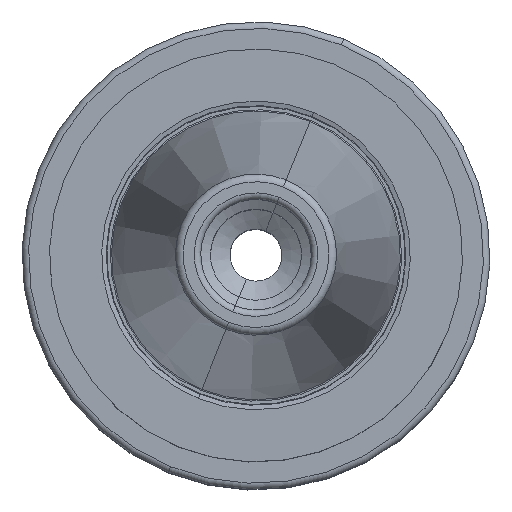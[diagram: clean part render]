
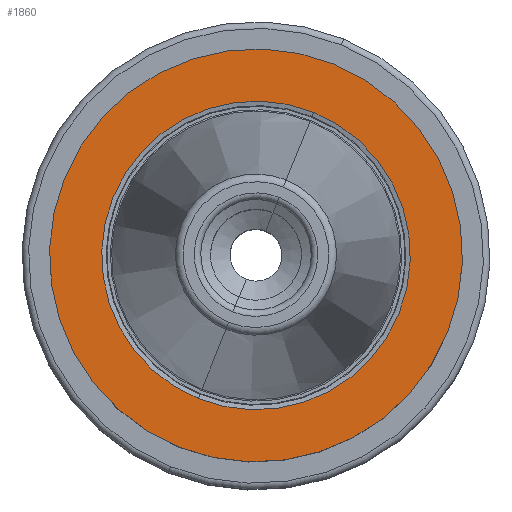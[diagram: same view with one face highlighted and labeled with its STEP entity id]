
A CAD part, top view. The second image highlights one B-rep face of the part: STEP entity #1860.
In plain terms, the highlighted planar face has unit normal (0, 0, 1).
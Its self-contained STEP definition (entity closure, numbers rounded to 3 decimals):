
#443=CARTESIAN_POINT('',(0.,0.,-3.2));
#444=DIRECTION('',(0.,0.,1.));
#445=DIRECTION('',(0.375,0.927,0.));
#446=AXIS2_PLACEMENT_3D('',#443,#444,#445);
#451=CARTESIAN_POINT('',(0.,0.,-3.2));
#452=DIRECTION('',(0.,0.,-1.));
#453=DIRECTION('',(0.375,0.927,0.));
#454=AXIS2_PLACEMENT_3D('',#451,#452,#453);
#459=CARTESIAN_POINT('',(0.,0.,-3.2));
#460=DIRECTION('',(0.,0.,-1.));
#461=DIRECTION('',(0.375,0.927,0.));
#462=AXIS2_PLACEMENT_3D('',#459,#460,#461);
#481=CARTESIAN_POINT('',(0.,0.,-3.2));
#482=DIRECTION('',(0.,0.,1.));
#483=DIRECTION('',(0.375,0.927,0.));
#484=AXIS2_PLACEMENT_3D('',#481,#482,#483);
#1321=CARTESIAN_POINT('',(11.903,29.461,-3.2));
#1322=VERTEX_POINT('',#1321);
#1323=CARTESIAN_POINT('',(8.895,22.016,-3.2));
#1325=VERTEX_POINT('',#1323);
#1411=CARTESIAN_POINT('',(-11.903,-29.461,-3.2));
#1412=VERTEX_POINT('',#1411);
#1413=CARTESIAN_POINT('',(-8.895,-22.016,-3.2));
#1415=VERTEX_POINT('',#1413);
#1845=CARTESIAN_POINT('',(0.,0.,-3.2));
#1846=DIRECTION('',(0.,0.,-1.));
#1847=DIRECTION('',(-0.375,-0.927,0.));
#1848=AXIS2_PLACEMENT_3D('',#1845,#1846,#1847);
#1849=PLANE('',#1848);
#1850=ORIENTED_EDGE('',*,*,#1824,.F.);
#1851=ORIENTED_EDGE('',*,*,#1840,.T.);
#1852=EDGE_LOOP('',(#1850,#1851));
#1853=FACE_OUTER_BOUND('',#1852,.F.);
#1855=ORIENTED_EDGE('',*,*,#1854,.F.);
#1857=ORIENTED_EDGE('',*,*,#1856,.T.);
#1858=EDGE_LOOP('',(#1855,#1857));
#1859=FACE_BOUND('',#1858,.F.);
#447=CIRCLE('',#446,31.775);
#455=CIRCLE('',#454,31.775);
#463=CIRCLE('',#462,23.746);
#485=CIRCLE('',#484,23.746);
#1824=EDGE_CURVE('',#1322,#1412,#447,.T.);
#1840=EDGE_CURVE('',#1322,#1412,#455,.T.);
#1854=EDGE_CURVE('',#1325,#1415,#463,.T.);
#1856=EDGE_CURVE('',#1325,#1415,#485,.T.);
#1860=ADVANCED_FACE('',(#1853,#1859),#1849,.F.);
